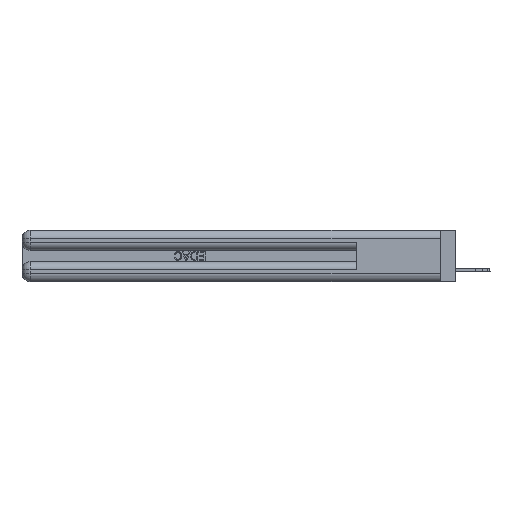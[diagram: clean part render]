
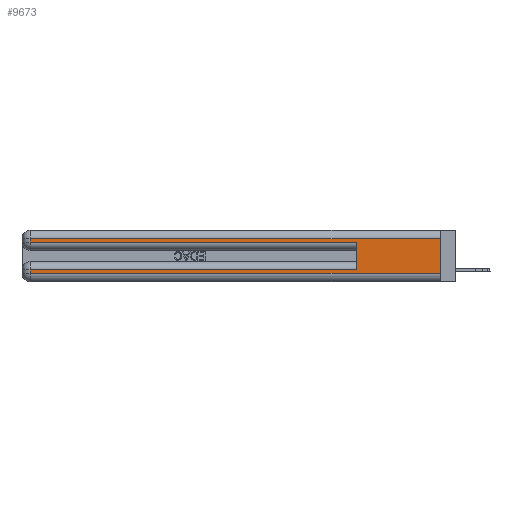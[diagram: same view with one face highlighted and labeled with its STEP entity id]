
A CAD part, left-side view. The second image highlights one B-rep face of the part: STEP entity #9673.
In plain terms, the highlighted planar face has unit normal (-1, 0, 0).
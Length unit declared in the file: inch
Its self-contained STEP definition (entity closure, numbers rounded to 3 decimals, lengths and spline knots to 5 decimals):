
#579 = DIRECTION ( 'NONE',  ( 0., 0., -1. ) ) ;
#1299 = DIRECTION ( 'NONE',  ( 0., -1., 0. ) ) ;
#1769 = EDGE_CURVE ( 'NONE', #27616, #5907, #12694, .T. ) ;
#2628 = ORIENTED_EDGE ( 'NONE', *, *, #1769, .F. ) ;
#2722 = LINE ( 'NONE', #27734, #34976 ) ;
#2924 = LINE ( 'NONE', #18692, #22874 ) ;
#3329 = VECTOR ( 'NONE', #1299, 39.37008 ) ;
#4108 = LINE ( 'NONE', #32533, #22638 ) ;
#4940 = DIRECTION ( 'NONE',  ( 1., 0., 0. ) ) ;
#5313 = CARTESIAN_POINT ( 'NONE',  ( 0., 0.6, 0.145 ) ) ;
#5668 = VERTEX_POINT ( 'NONE', #29628 ) ;
#5719 = DIRECTION ( 'NONE',  ( 0., 1., 0. ) ) ;
#5907 = VERTEX_POINT ( 'NONE', #17765 ) ;
#8116 = CARTESIAN_POINT ( 'NONE',  ( 0., 2.94, 0.31 ) ) ;
#8215 = EDGE_CURVE ( 'NONE', #27616, #19053, #2722, .T. ) ;
#9673 = ADVANCED_FACE ( 'NONE', ( #16362 ), #38121, .F. ) ;
#9848 = ORIENTED_EDGE ( 'NONE', *, *, #32855, .F. ) ;
#10829 = CARTESIAN_POINT ( 'NONE',  ( 0., 0., 0.37 ) ) ;
#11264 = DIRECTION ( 'NONE',  ( 0., -1., 0. ) ) ;
#12694 = LINE ( 'NONE', #10829, #27927 ) ;
#13960 = CARTESIAN_POINT ( 'NONE',  ( 0., 0., 0.37 ) ) ;
#14326 = EDGE_CURVE ( 'NONE', #24440, #37133, #4108, .T. ) ;
#14776 = LINE ( 'NONE', #5313, #31905 ) ;
#15153 = CARTESIAN_POINT ( 'NONE',  ( 0., 2.94, 0.085 ) ) ;
#15905 = DIRECTION ( 'NONE',  ( 0., 0., -1. ) ) ;
#16362 = FACE_OUTER_BOUND ( 'NONE', #32991, .T. ) ;
#17765 = CARTESIAN_POINT ( 'NONE',  ( 0., 0., 0.06 ) ) ;
#18066 = ORIENTED_EDGE ( 'NONE', *, *, #33081, .T. ) ;
#18692 = CARTESIAN_POINT ( 'NONE',  ( 0., 2.94, 0.37 ) ) ;
#19053 = VERTEX_POINT ( 'NONE', #8116 ) ;
#19551 = ORIENTED_EDGE ( 'NONE', *, *, #39149, .T. ) ;
#19909 = VECTOR ( 'NONE', #579, 39.37008 ) ;
#21543 = LINE ( 'NONE', #32560, #24376 ) ;
#22638 = VECTOR ( 'NONE', #11264, 39.37008 ) ;
#22874 = VECTOR ( 'NONE', #15905, 39.37008 ) ;
#23559 = DIRECTION ( 'NONE',  ( 0., 0., -1. ) ) ;
#23743 = ORIENTED_EDGE ( 'NONE', *, *, #14326, .T. ) ;
#24376 = VECTOR ( 'NONE', #35846, 39.37008 ) ;
#24440 = VERTEX_POINT ( 'NONE', #33626 ) ;
#25875 = CARTESIAN_POINT ( 'NONE',  ( 0., 0., 0.31 ) ) ;
#26364 = VERTEX_POINT ( 'NONE', #27801 ) ;
#26773 = VERTEX_POINT ( 'NONE', #15153 ) ;
#27226 = AXIS2_PLACEMENT_3D ( 'NONE', #13960, #4940, #23559 ) ;
#27303 = EDGE_CURVE ( 'NONE', #5668, #26773, #21543, .T. ) ;
#27616 = VERTEX_POINT ( 'NONE', #25875 ) ;
#27663 = CARTESIAN_POINT ( 'NONE',  ( 0., 0.6, 0.285 ) ) ;
#27734 = CARTESIAN_POINT ( 'NONE',  ( 0., 0., 0.31 ) ) ;
#27801 = CARTESIAN_POINT ( 'NONE',  ( 0., 2.94, 0.06 ) ) ;
#27927 = VECTOR ( 'NONE', #32345, 39.37008 ) ;
#28569 = ORIENTED_EDGE ( 'NONE', *, *, #33146, .T. ) ;
#29628 = CARTESIAN_POINT ( 'NONE',  ( 0., 0.6, 0.085 ) ) ;
#31905 = VECTOR ( 'NONE', #32826, 39.37008 ) ;
#32345 = DIRECTION ( 'NONE',  ( 0., 0., -1. ) ) ;
#32533 = CARTESIAN_POINT ( 'NONE',  ( 0., 0., 0.285 ) ) ;
#32560 = CARTESIAN_POINT ( 'NONE',  ( 0., 0., 0.085 ) ) ;
#32826 = DIRECTION ( 'NONE',  ( 0., 0., 1. ) ) ;
#32855 = EDGE_CURVE ( 'NONE', #5668, #37133, #14776, .T. ) ;
#32991 = EDGE_LOOP ( 'NONE', ( #2628, #38464, #18066, #23743, #9848, #34811, #19551, #28569 ) ) ;
#33081 = EDGE_CURVE ( 'NONE', #19053, #24440, #2924, .T. ) ;
#33146 = EDGE_CURVE ( 'NONE', #26364, #5907, #34201, .T. ) ;
#33626 = CARTESIAN_POINT ( 'NONE',  ( 0., 2.94, 0.285 ) ) ;
#34201 = LINE ( 'NONE', #34348, #3329 ) ;
#34348 = CARTESIAN_POINT ( 'NONE',  ( 0., 0., 0.06 ) ) ;
#34811 = ORIENTED_EDGE ( 'NONE', *, *, #27303, .T. ) ;
#34976 = VECTOR ( 'NONE', #5719, 39.37008 ) ;
#35846 = DIRECTION ( 'NONE',  ( 0., 1., 0. ) ) ;
#36824 = CARTESIAN_POINT ( 'NONE',  ( 0., 2.94, 0.37 ) ) ;
#37133 = VERTEX_POINT ( 'NONE', #27663 ) ;
#38121 = PLANE ( 'NONE',  #27226 ) ;
#38464 = ORIENTED_EDGE ( 'NONE', *, *, #8215, .T. ) ;
#39149 = EDGE_CURVE ( 'NONE', #26773, #26364, #39337, .T. ) ;
#39337 = LINE ( 'NONE', #36824, #19909 ) ;
